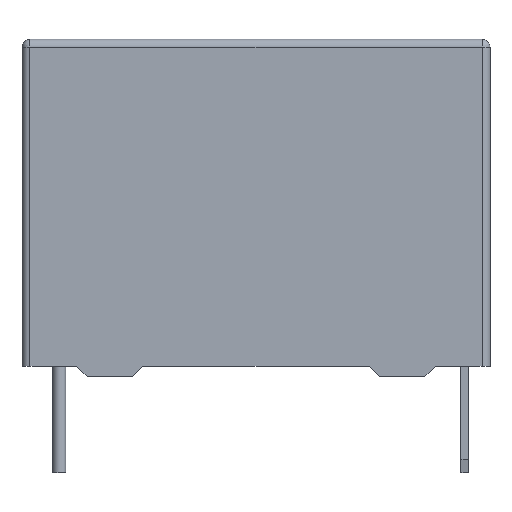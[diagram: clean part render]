
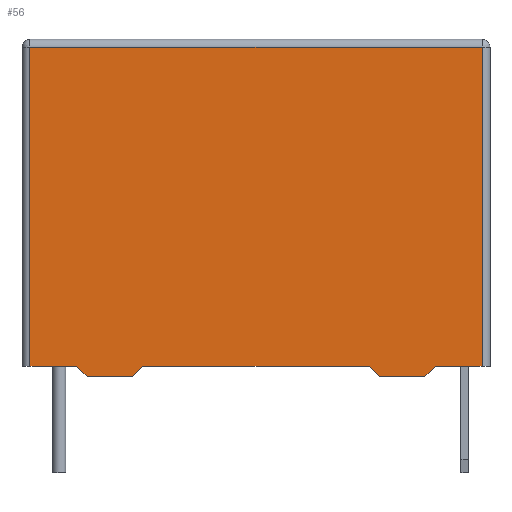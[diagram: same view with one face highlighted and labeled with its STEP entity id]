
A CAD part, front view. The second image highlights one B-rep face of the part: STEP entity #56.
In plain terms, the highlighted planar face has unit normal (0, -1, 0).
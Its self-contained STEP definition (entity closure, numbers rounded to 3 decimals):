
#56=ADVANCED_FACE('',(#144),#145,.T.);
#144=FACE_OUTER_BOUND('',#294,.T.);
#145=PLANE('',#295);
#294=EDGE_LOOP('',(#531,#532,#533,#534,#535,#536,#537,#538,#539,#540,#541,#542));
#295=AXIS2_PLACEMENT_3D('',#543,#544,#545);
#531=ORIENTED_EDGE('',*,*,#1023,.T.);
#532=ORIENTED_EDGE('',*,*,#1054,.T.);
#533=ORIENTED_EDGE('',*,*,#1055,.T.);
#534=ORIENTED_EDGE('',*,*,#1056,.T.);
#535=ORIENTED_EDGE('',*,*,#1018,.T.);
#536=ORIENTED_EDGE('',*,*,#1057,.T.);
#537=ORIENTED_EDGE('',*,*,#1058,.F.);
#538=ORIENTED_EDGE('',*,*,#1059,.T.);
#539=ORIENTED_EDGE('',*,*,#1041,.T.);
#540=ORIENTED_EDGE('',*,*,#1060,.T.);
#541=ORIENTED_EDGE('',*,*,#1061,.T.);
#542=ORIENTED_EDGE('',*,*,#1062,.T.);
#543=CARTESIAN_POINT('',(-0.5,-5.05,11.8));
#544=DIRECTION('',(0.0,-1.0,0.0));
#545=DIRECTION('',(0.0,0.0,-1.0));
#1018=EDGE_CURVE('',#1228,#1226,#1229,.T.);
#1023=EDGE_CURVE('',#1237,#1235,#1238,.T.);
#1041=EDGE_CURVE('',#1271,#1269,#1272,.T.);
#1054=EDGE_CURVE('',#1235,#1294,#1295,.T.);
#1055=EDGE_CURVE('',#1294,#1296,#1297,.T.);
#1056=EDGE_CURVE('',#1296,#1228,#1298,.T.);
#1057=EDGE_CURVE('',#1226,#1299,#1300,.T.);
#1058=EDGE_CURVE('',#1301,#1299,#1302,.T.);
#1059=EDGE_CURVE('',#1301,#1271,#1303,.T.);
#1060=EDGE_CURVE('',#1269,#1304,#1305,.T.);
#1061=EDGE_CURVE('',#1304,#1306,#1307,.T.);
#1062=EDGE_CURVE('',#1306,#1237,#1308,.T.);
#1226=VERTEX_POINT('',#1534);
#1228=VERTEX_POINT('',#1537);
#1229=LINE('',#1538,#1539);
#1235=VERTEX_POINT('',#1546);
#1237=VERTEX_POINT('',#1549);
#1238=LINE('',#1550,#1551);
#1269=VERTEX_POINT('',#1591);
#1271=VERTEX_POINT('',#1593);
#1272=LINE('',#1594,#1595);
#1294=VERTEX_POINT('',#1626);
#1295=LINE('',#1627,#1628);
#1296=VERTEX_POINT('',#1629);
#1297=LINE('',#1630,#1631);
#1298=LINE('',#1632,#1633);
#1299=VERTEX_POINT('',#1634);
#1300=LINE('',#1635,#1636);
#1301=VERTEX_POINT('',#1637);
#1302=LINE('',#1638,#1639);
#1303=LINE('',#1640,#1641);
#1304=VERTEX_POINT('',#1642);
#1305=LINE('',#1643,#1644);
#1306=VERTEX_POINT('',#1645);
#1307=LINE('',#1646,#1647);
#1308=LINE('',#1648,#1649);
#1534=CARTESIAN_POINT('',(3.75,-5.05,-0.5));
#1537=CARTESIAN_POINT('',(-4.75,-5.05,-0.5));
#1538=CARTESIAN_POINT('',(-0.5,-5.05,-0.5));
#1539=VECTOR('',#1894,1.0);
#1546=CARTESIAN_POINT('',(-7.25,-5.05,-0.5));
#1549=CARTESIAN_POINT('',(-9.0,-5.05,-0.5));
#1550=CARTESIAN_POINT('',(-0.5,-5.05,-0.5));
#1551=VECTOR('',#1903,1.0);
#1591=CARTESIAN_POINT('',(8.0,-5.05,-0.5));
#1593=CARTESIAN_POINT('',(6.25,-5.05,-0.5));
#1594=CARTESIAN_POINT('',(-0.5,-5.05,-0.5));
#1595=VECTOR('',#1937,1.0);
#1626=CARTESIAN_POINT('',(-6.85,-5.05,-0.9));
#1627=CARTESIAN_POINT('',(-10.025,-5.05,2.275));
#1628=VECTOR('',#1956,1.0);
#1629=CARTESIAN_POINT('',(-5.15,-5.05,-0.9));
#1630=CARTESIAN_POINT('',(-7.25,-5.05,-0.9));
#1631=VECTOR('',#1957,1.0);
#1632=CARTESIAN_POINT('',(3.525,-5.05,7.775));
#1633=VECTOR('',#1958,1.0);
#1634=CARTESIAN_POINT('',(4.15,-5.05,-0.9));
#1635=CARTESIAN_POINT('',(-4.525,-5.05,7.775));
#1636=VECTOR('',#1959,1.0);
#1637=CARTESIAN_POINT('',(5.85,-5.05,-0.9));
#1638=CARTESIAN_POINT('',(6.25,-5.05,-0.9));
#1639=VECTOR('',#1960,1.0);
#1640=CARTESIAN_POINT('',(9.025,-5.05,2.275));
#1641=VECTOR('',#1961,1.0);
#1642=CARTESIAN_POINT('',(8.0,-5.05,11.5));
#1643=CARTESIAN_POINT('',(8.0,-5.05,11.8));
#1644=VECTOR('',#1962,1.0);
#1645=CARTESIAN_POINT('',(-9.0,-5.05,11.5));
#1646=CARTESIAN_POINT('',(-0.5,-5.05,11.5));
#1647=VECTOR('',#1963,1.0);
#1648=CARTESIAN_POINT('',(-9.0,-5.05,11.8));
#1649=VECTOR('',#1964,1.0);
#1894=DIRECTION('',(1.0,0.0,0.0));
#1903=DIRECTION('',(1.0,0.0,0.0));
#1937=DIRECTION('',(1.0,0.0,0.0));
#1956=DIRECTION('',(0.707,0.0,-0.707));
#1957=DIRECTION('',(1.0,0.0,0.0));
#1958=DIRECTION('',(0.707,0.0,0.707));
#1959=DIRECTION('',(0.707,0.0,-0.707));
#1960=DIRECTION('',(-1.0,0.0,0.0));
#1961=DIRECTION('',(0.707,0.0,0.707));
#1962=DIRECTION('',(0.0,0.0,1.0));
#1963=DIRECTION('',(-1.0,0.0,0.0));
#1964=DIRECTION('',(0.0,0.0,-1.0));
